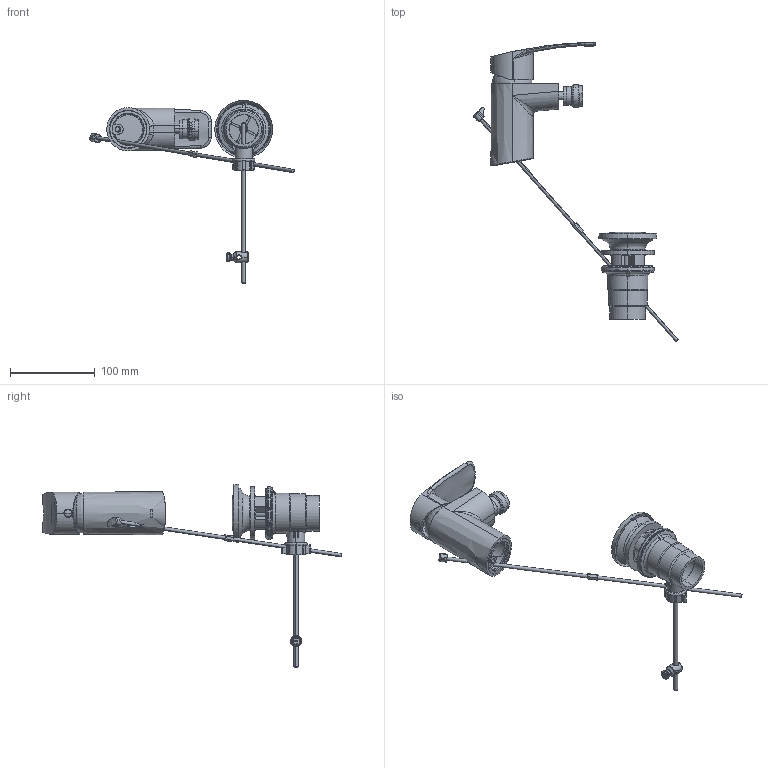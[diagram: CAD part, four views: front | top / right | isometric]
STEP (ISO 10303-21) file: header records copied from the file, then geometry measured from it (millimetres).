
FILE_DESCRIPTION (( 'STEP AP203' ), '1' );
FILE_NAME ('57BP03588.STEP', '2021-03-24T11:22:51', ( '' ), ( '' ), 'SwSTEP 2.0', 'SolidWorks 2018', '' );
FILE_SCHEMA (( 'CONFIG_CONTROL_DESIGN' ));
Length unit declared in the file: millimetre
Products named in the file (1): 57BP03588
Bounding box: 241.39 x 352.66 x 216.59 mm (x, y, z)
Volume: 216641.5 mm3; surface area: 160608.9 mm2
Topology: 30 solids, 30 shells, 1128 faces, 2962 edges, 1895 vertices
Faces by surface type: plane 628, cylinder 281, cone 71, bspline 69, torus 65, sphere 14
Entity records: 45570 total; most frequent: CARTESIAN_POINT 17836, ORIENTED_EDGE 5876, DIRECTION 5476, EDGE_CURVE 2938, VERTEX_POINT 1889, AXIS2_PLACEMENT_3D 1838, LINE 1800, VECTOR 1800
